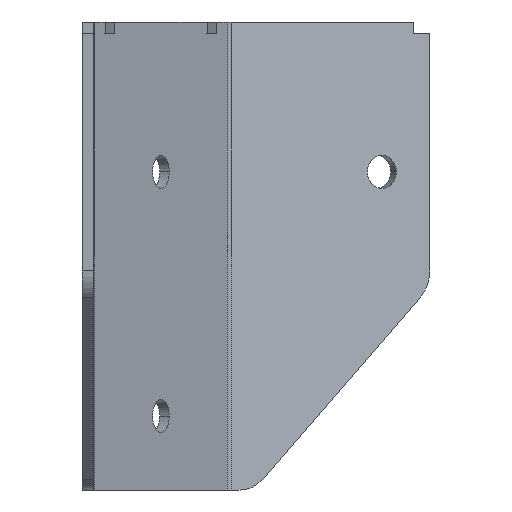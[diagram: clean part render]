
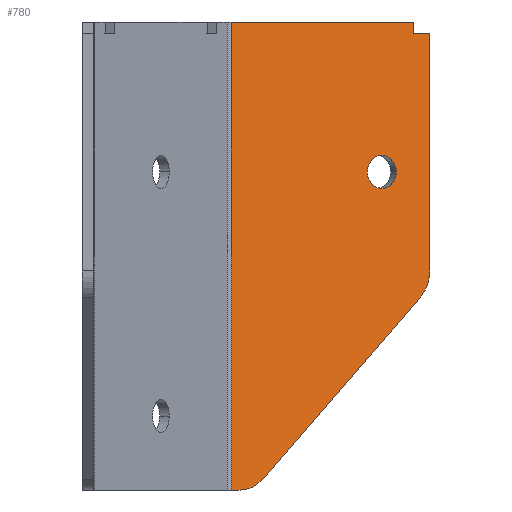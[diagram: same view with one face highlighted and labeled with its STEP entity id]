
A CAD part, left-side view. The second image highlights one B-rep face of the part: STEP entity #780.
In plain terms, the highlighted planar face has unit normal (-0.866, -0.5, 0).
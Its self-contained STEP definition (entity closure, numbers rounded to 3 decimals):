
#3 = VERTEX_POINT ( 'NONE', #467 ) ;
#14 = DIRECTION ( 'NONE',  ( 0.5, -0.866, 0. ) ) ;
#34 = EDGE_CURVE ( 'NONE', #412, #475, #339, .T. ) ;
#37 = AXIS2_PLACEMENT_3D ( 'NONE', #109, #363, #1402 ) ;
#38 = CARTESIAN_POINT ( 'NONE',  ( 651.598, 1054.01, 1134. ) ) ;
#40 = CARTESIAN_POINT ( 'NONE',  ( 682.598, 1000.316, 1193.23 ) ) ;
#51 = VECTOR ( 'NONE', #627, 1000. ) ;
#73 = CARTESIAN_POINT ( 'NONE',  ( 651.196, 1054.706, 1134. ) ) ;
#109 = CARTESIAN_POINT ( 'NONE',  ( 652.983, 1051.611, 1144. ) ) ;
#121 = DIRECTION ( 'NONE',  ( -0.866, -0.5, 0. ) ) ;
#131 = ORIENTED_EDGE ( 'NONE', *, *, #834, .T. ) ;
#151 = ORIENTED_EDGE ( 'NONE', *, *, #451, .T. ) ;
#161 = CARTESIAN_POINT ( 'NONE',  ( 672.848, 1017.203, 1220. ) ) ;
#173 = DIRECTION ( 'NONE',  ( 0.866, 0.5, 0. ) ) ;
#188 = DIRECTION ( 'NONE',  ( -0.866, -0.5, 0. ) ) ;
#200 = EDGE_LOOP ( 'NONE', ( #423, #600 ) ) ;
#204 = DIRECTION ( 'NONE',  ( 0.5, -0.866, 0. ) ) ;
#215 = CARTESIAN_POINT ( 'NONE',  ( 680.048, 1004.733, 1260.5 ) ) ;
#254 = AXIS2_PLACEMENT_3D ( 'NONE', #73, #188, #204 ) ;
#255 = DIRECTION ( 'NONE',  ( 0., 0., 1. ) ) ;
#267 = VERTEX_POINT ( 'NONE', #40 ) ;
#271 = CARTESIAN_POINT ( 'NONE',  ( 677.348, 1009.409, 1220. ) ) ;
#274 = ORIENTED_EDGE ( 'NONE', *, *, #995, .F. ) ;
#279 = CARTESIAN_POINT ( 'NONE',  ( 675.098, 1013.306, 1220. ) ) ;
#293 = VERTEX_POINT ( 'NONE', #666 ) ;
#308 = LINE ( 'NONE', #538, #355 ) ;
#313 = CARTESIAN_POINT ( 'NONE',  ( 651.196, 1054.706, 1257.4 ) ) ;
#319 = EDGE_LOOP ( 'NONE', ( #954, #274, #1290, #716, #730, #1136, #131, #151, #1160 ) ) ;
#320 = DIRECTION ( 'NONE',  ( 0.5, -0.866, 0. ) ) ;
#326 = VERTEX_POINT ( 'NONE', #215 ) ;
#339 = CIRCLE ( 'NONE', #37, 10. ) ;
#355 = VECTOR ( 'NONE', #426, 1000. ) ;
#363 = DIRECTION ( 'NONE',  ( -0.866, -0.5, 0. ) ) ;
#382 = CARTESIAN_POINT ( 'NONE',  ( 682.598, 1000.316, 1134. ) ) ;
#403 = AXIS2_PLACEMENT_3D ( 'NONE', #279, #1349, #1016 ) ;
#409 = CARTESIAN_POINT ( 'NONE',  ( 651.196, 1054.706, 1134. ) ) ;
#412 = VERTEX_POINT ( 'NONE', #473 ) ;
#423 = ORIENTED_EDGE ( 'NONE', *, *, #599, .T. ) ;
#426 = DIRECTION ( 'NONE',  ( 0.5, -0.866, 0. ) ) ;
#451 = EDGE_CURVE ( 'NONE', #1520, #267, #1361, .T. ) ;
#453 = LINE ( 'NONE', #313, #953 ) ;
#467 = CARTESIAN_POINT ( 'NONE',  ( 651.598, 1054.01, 1134. ) ) ;
#473 = CARTESIAN_POINT ( 'NONE',  ( 652.983, 1051.611, 1134. ) ) ;
#475 = VERTEX_POINT ( 'NONE', #1392 ) ;
#516 = DIRECTION ( 'NONE',  ( 0.5, -0.866, 0. ) ) ;
#538 = CARTESIAN_POINT ( 'NONE',  ( 651.196, 1054.706, 1260.5 ) ) ;
#546 = AXIS2_PLACEMENT_3D ( 'NONE', #1166, #121, #14 ) ;
#565 = CARTESIAN_POINT ( 'NONE',  ( 682.598, 1000.316, 1257.4 ) ) ;
#578 = EDGE_CURVE ( 'NONE', #267, #1036, #1118, .T. ) ;
#599 = EDGE_CURVE ( 'NONE', #1123, #855, #998, .T. ) ;
#600 = ORIENTED_EDGE ( 'NONE', *, *, #1338, .T. ) ;
#627 = DIRECTION ( 'NONE',  ( 0., 0., 1. ) ) ;
#631 = VECTOR ( 'NONE', #516, 1000. ) ;
#637 = CARTESIAN_POINT ( 'NONE',  ( 675.098, 1013.306, 1220. ) ) ;
#643 = EDGE_CURVE ( 'NONE', #3, #293, #848, .T. ) ;
#649 = CIRCLE ( 'NONE', #403, 4.5 ) ;
#650 = CARTESIAN_POINT ( 'NONE',  ( 668.826, 1024.17, 1161.544 ) ) ;
#666 = CARTESIAN_POINT ( 'NONE',  ( 651.598, 1054.01, 1260.5 ) ) ;
#706 = CARTESIAN_POINT ( 'NONE',  ( 680.048, 1004.733, 1257.4 ) ) ;
#716 = ORIENTED_EDGE ( 'NONE', *, *, #643, .F. ) ;
#730 = ORIENTED_EDGE ( 'NONE', *, *, #1229, .T. ) ;
#770 = LINE ( 'NONE', #650, #1148 ) ;
#777 = VECTOR ( 'NONE', #255, 1000. ) ;
#780 = ADVANCED_FACE ( 'NONE', ( #1247, #796 ), #1149, .T. ) ;
#796 = FACE_BOUND ( 'NONE', #200, .T. ) ;
#834 = EDGE_CURVE ( 'NONE', #475, #1520, #770, .T. ) ;
#848 = LINE ( 'NONE', #38, #777 ) ;
#855 = VERTEX_POINT ( 'NONE', #161 ) ;
#953 = VECTOR ( 'NONE', #320, 1000. ) ;
#954 = ORIENTED_EDGE ( 'NONE', *, *, #1037, .F. ) ;
#995 = EDGE_CURVE ( 'NONE', #326, #1470, #1505, .T. ) ;
#998 = CIRCLE ( 'NONE', #1092, 4.5 ) ;
#1016 = DIRECTION ( 'NONE',  ( 0.5, -0.866, 0. ) ) ;
#1027 = CARTESIAN_POINT ( 'NONE',  ( 680.048, 1004.733, 1134. ) ) ;
#1036 = VERTEX_POINT ( 'NONE', #565 ) ;
#1037 = EDGE_CURVE ( 'NONE', #1470, #1036, #453, .T. ) ;
#1092 = AXIS2_PLACEMENT_3D ( 'NONE', #637, #173, #1462 ) ;
#1111 = LINE ( 'NONE', #409, #631 ) ;
#1118 = LINE ( 'NONE', #382, #51 ) ;
#1122 = DIRECTION ( 'NONE',  ( 0.354, -0.612, 0.707 ) ) ;
#1123 = VERTEX_POINT ( 'NONE', #271 ) ;
#1136 = ORIENTED_EDGE ( 'NONE', *, *, #34, .T. ) ;
#1148 = VECTOR ( 'NONE', #1122, 1000. ) ;
#1149 = PLANE ( 'NONE',  #254 ) ;
#1160 = ORIENTED_EDGE ( 'NONE', *, *, #578, .T. ) ;
#1166 = CARTESIAN_POINT ( 'NONE',  ( 677.598, 1008.976, 1193.23 ) ) ;
#1229 = EDGE_CURVE ( 'NONE', #3, #412, #1111, .T. ) ;
#1247 = FACE_OUTER_BOUND ( 'NONE', #319, .T. ) ;
#1269 = VECTOR ( 'NONE', #1499, 1000. ) ;
#1290 = ORIENTED_EDGE ( 'NONE', *, *, #1325, .F. ) ;
#1298 = CARTESIAN_POINT ( 'NONE',  ( 681.134, 1002.852, 1186.159 ) ) ;
#1325 = EDGE_CURVE ( 'NONE', #293, #326, #308, .T. ) ;
#1338 = EDGE_CURVE ( 'NONE', #855, #1123, #649, .T. ) ;
#1349 = DIRECTION ( 'NONE',  ( 0.866, 0.5, 0. ) ) ;
#1361 = CIRCLE ( 'NONE', #546, 10. ) ;
#1392 = CARTESIAN_POINT ( 'NONE',  ( 656.518, 1045.487, 1136.929 ) ) ;
#1402 = DIRECTION ( 'NONE',  ( 0.5, -0.866, 0. ) ) ;
#1462 = DIRECTION ( 'NONE',  ( 0.5, -0.866, 0. ) ) ;
#1470 = VERTEX_POINT ( 'NONE', #706 ) ;
#1499 = DIRECTION ( 'NONE',  ( 0., 0., -1. ) ) ;
#1505 = LINE ( 'NONE', #1027, #1269 ) ;
#1520 = VERTEX_POINT ( 'NONE', #1298 ) ;
